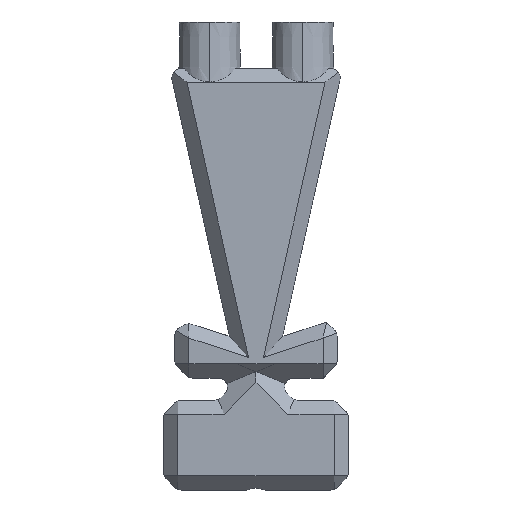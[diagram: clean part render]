
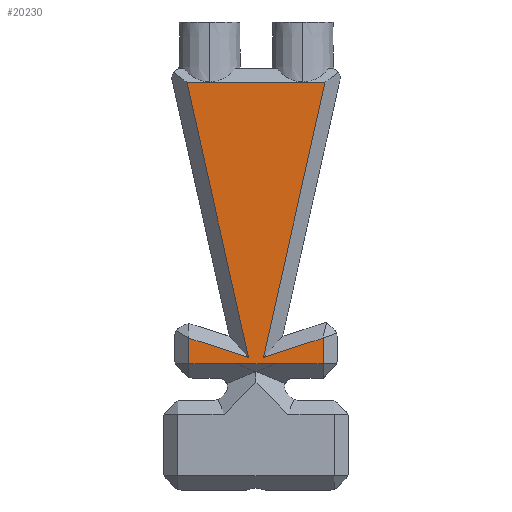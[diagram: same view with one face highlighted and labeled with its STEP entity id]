
A CAD part, top view. The second image highlights one B-rep face of the part: STEP entity #20230.
In plain terms, the highlighted planar face has unit normal (0, 0, 1).
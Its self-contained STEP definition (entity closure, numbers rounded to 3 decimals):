
#129 = ORIENTED_EDGE ( 'NONE', *, *, #10987, .T. ) ;
#563 = VECTOR ( 'NONE', #17058, 1000. ) ;
#635 = AXIS2_PLACEMENT_3D ( 'NONE', #2987, #19907, #14288 ) ;
#1159 = LINE ( 'NONE', #4546, #22957 ) ;
#1349 = DIRECTION ( 'NONE',  ( -1., 0., 0. ) ) ;
#1594 = CARTESIAN_POINT ( 'NONE',  ( 25.012, 23.424, 8. ) ) ;
#1970 = LINE ( 'NONE', #12904, #17586 ) ;
#2107 = CARTESIAN_POINT ( 'NONE',  ( 41.007, 31.692, 8. ) ) ;
#2267 = CARTESIAN_POINT ( 'NONE',  ( 30.566, 22.009, 8. ) ) ;
#2318 = VERTEX_POINT ( 'NONE', #15550 ) ;
#2916 = CARTESIAN_POINT ( 'NONE',  ( 0., 22.009, 8. ) ) ;
#2984 = DIRECTION ( 'NONE',  ( 0.218, -0.976, 0. ) ) ;
#2987 = CARTESIAN_POINT ( 'NONE',  ( 0., 0., 8. ) ) ;
#4350 = VECTOR ( 'NONE', #16735, 1000. ) ;
#4546 = CARTESIAN_POINT ( 'NONE',  ( 28.81, 6.445, 8. ) ) ;
#4636 = DIRECTION ( 'NONE',  ( 1., 0., 0. ) ) ;
#4800 = ORIENTED_EDGE ( 'NONE', *, *, #20852, .T. ) ;
#5269 = CARTESIAN_POINT ( 'NONE',  ( 28.231, 23.424, 8. ) ) ;
#5690 = EDGE_CURVE ( 'NONE', #18383, #14205, #21431, .T. ) ;
#5867 = ORIENTED_EDGE ( 'NONE', *, *, #6239, .T. ) ;
#6239 = EDGE_CURVE ( 'NONE', #9916, #10910, #1159, .T. ) ;
#6832 = LINE ( 'NONE', #19635, #7460 ) ;
#6862 = PLANE ( 'NONE',  #635 ) ;
#7460 = VECTOR ( 'NONE', #10234, 1000. ) ;
#7475 = LINE ( 'NONE', #9671, #4350 ) ;
#8814 = VERTEX_POINT ( 'NONE', #5269 ) ;
#9060 = VECTOR ( 'NONE', #1349, 1000. ) ;
#9118 = EDGE_CURVE ( 'NONE', #11604, #18383, #1970, .T. ) ;
#9671 = CARTESIAN_POINT ( 'NONE',  ( 33.231, 25.045, 8. ) ) ;
#9889 = EDGE_CURVE ( 'NONE', #14205, #19337, #13763, .T. ) ;
#9916 = VERTEX_POINT ( 'NONE', #9995 ) ;
#9995 = CARTESIAN_POINT ( 'NONE',  ( 11.831, 82.349, 8. ) ) ;
#10118 = CARTESIAN_POINT ( 'NONE',  ( 41.007, 27.566, 8. ) ) ;
#10234 = DIRECTION ( 'NONE',  ( 1., 0., 0. ) ) ;
#10275 = ORIENTED_EDGE ( 'NONE', *, *, #9889, .T. ) ;
#10576 = LINE ( 'NONE', #12519, #9060 ) ;
#10594 = VERTEX_POINT ( 'NONE', #10118 ) ;
#10795 = EDGE_LOOP ( 'NONE', ( #4800, #20232, #129, #5867, #14959, #23041, #13609, #10275, #18704, #11987 ) ) ;
#10910 = VERTEX_POINT ( 'NONE', #1594 ) ;
#10987 = EDGE_CURVE ( 'NONE', #17048, #9916, #10576, .T. ) ;
#11604 = VERTEX_POINT ( 'NONE', #16223 ) ;
#11863 = VECTOR ( 'NONE', #22354, 1000. ) ;
#11987 = ORIENTED_EDGE ( 'NONE', *, *, #12554, .T. ) ;
#12510 = DIRECTION ( 'NONE',  ( 1., 0., 0. ) ) ;
#12519 = CARTESIAN_POINT ( 'NONE',  ( 8.086, 82.349, 8. ) ) ;
#12554 = EDGE_CURVE ( 'NONE', #2318, #10594, #17292, .T. ) ;
#12904 = CARTESIAN_POINT ( 'NONE',  ( 12.237, 0., 8. ) ) ;
#13357 = LINE ( 'NONE', #22532, #18864 ) ;
#13609 = ORIENTED_EDGE ( 'NONE', *, *, #5690, .T. ) ;
#13763 = LINE ( 'NONE', #15966, #16443 ) ;
#14205 = VERTEX_POINT ( 'NONE', #16026 ) ;
#14288 = DIRECTION ( 'NONE',  ( 1., 0., 0. ) ) ;
#14404 = FACE_OUTER_BOUND ( 'NONE', #10795, .T. ) ;
#14959 = ORIENTED_EDGE ( 'NONE', *, *, #17771, .T. ) ;
#15289 = CARTESIAN_POINT ( 'NONE',  ( 12.237, 22.009, 8. ) ) ;
#15550 = CARTESIAN_POINT ( 'NONE',  ( 41.007, 22.009, 8. ) ) ;
#15656 = CARTESIAN_POINT ( 'NONE',  ( 41.412, 82.349, 8. ) ) ;
#15966 = CARTESIAN_POINT ( 'NONE',  ( 0., 22.009, 8. ) ) ;
#16026 = CARTESIAN_POINT ( 'NONE',  ( 22.678, 22.009, 8. ) ) ;
#16223 = CARTESIAN_POINT ( 'NONE',  ( 12.237, 27.566, 8. ) ) ;
#16264 = VECTOR ( 'NONE', #12510, 1000. ) ;
#16443 = VECTOR ( 'NONE', #4636, 1000. ) ;
#16658 = DIRECTION ( 'NONE',  ( -0.951, 0.308, 0. ) ) ;
#16721 = CARTESIAN_POINT ( 'NONE',  ( 42.23, 86.004, 8. ) ) ;
#16735 = DIRECTION ( 'NONE',  ( -0.951, -0.308, 0. ) ) ;
#17048 = VERTEX_POINT ( 'NONE', #15656 ) ;
#17058 = DIRECTION ( 'NONE',  ( 0., 1., 0. ) ) ;
#17292 = LINE ( 'NONE', #2107, #563 ) ;
#17586 = VECTOR ( 'NONE', #20601, 1000. ) ;
#17771 = EDGE_CURVE ( 'NONE', #10910, #11604, #13357, .T. ) ;
#18383 = VERTEX_POINT ( 'NONE', #15289 ) ;
#18704 = ORIENTED_EDGE ( 'NONE', *, *, #20420, .T. ) ;
#18864 = VECTOR ( 'NONE', #16658, 1000. ) ;
#19337 = VERTEX_POINT ( 'NONE', #2267 ) ;
#19635 = CARTESIAN_POINT ( 'NONE',  ( 44.007, 22.009, 8. ) ) ;
#19907 = DIRECTION ( 'NONE',  ( 0., 0., 1. ) ) ;
#20230 = ADVANCED_FACE ( 'NONE', ( #14404 ), #6862, .T. ) ;
#20232 = ORIENTED_EDGE ( 'NONE', *, *, #23119, .T. ) ;
#20420 = EDGE_CURVE ( 'NONE', #19337, #2318, #6832, .T. ) ;
#20601 = DIRECTION ( 'NONE',  ( 0., -1., 0. ) ) ;
#20852 = EDGE_CURVE ( 'NONE', #10594, #8814, #7475, .T. ) ;
#20886 = LINE ( 'NONE', #16721, #11863 ) ;
#21431 = LINE ( 'NONE', #2916, #16264 ) ;
#22354 = DIRECTION ( 'NONE',  ( 0.218, 0.976, 0. ) ) ;
#22532 = CARTESIAN_POINT ( 'NONE',  ( 9.25, 28.534, 8. ) ) ;
#22957 = VECTOR ( 'NONE', #2984, 1000. ) ;
#23041 = ORIENTED_EDGE ( 'NONE', *, *, #9118, .T. ) ;
#23119 = EDGE_CURVE ( 'NONE', #8814, #17048, #20886, .T. ) ;
